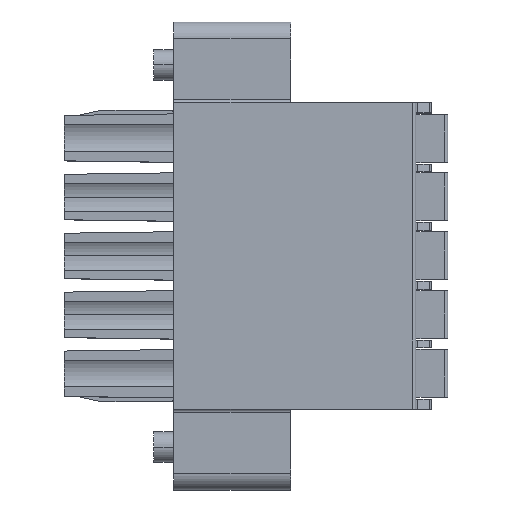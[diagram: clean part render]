
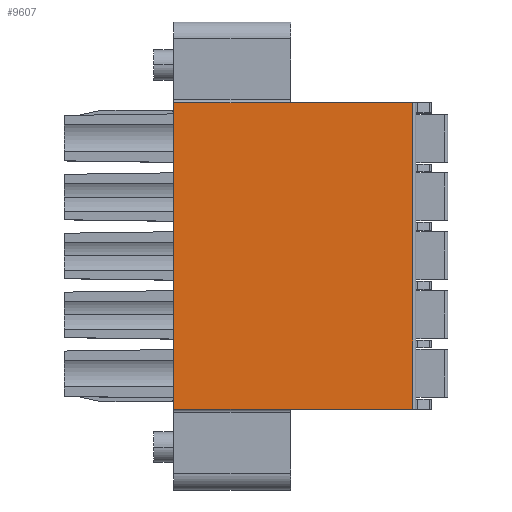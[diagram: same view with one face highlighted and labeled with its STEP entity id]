
A CAD part, top view. The second image highlights one B-rep face of the part: STEP entity #9607.
In plain terms, the highlighted planar face has unit normal (0, 0, 1).
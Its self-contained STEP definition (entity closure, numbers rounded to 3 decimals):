
#2811=DIRECTION('',(0.,1.,0.));
#2812=VECTOR('',#2811,18.2);
#2813=CARTESIAN_POINT('',(-6.625,-35.645,23.4));
#2814=LINE('',#2813,#2812);
#2815=DIRECTION('',(0.,-1.,0.));
#2816=VECTOR('',#2815,18.2);
#2817=CARTESIAN_POINT('',(7.575,-17.445,23.4));
#2818=LINE('',#2817,#2816);
#2819=DIRECTION('',(-1.,0.,0.));
#2820=VECTOR('',#2819,6.95);
#2821=CARTESIAN_POINT('',(0.325,-17.445,23.4));
#2822=LINE('',#2821,#2820);
#2903=DIRECTION('',(-1.,0.,0.));
#2904=VECTOR('',#2903,7.25);
#2905=CARTESIAN_POINT('',(7.575,-17.445,23.4));
#2906=LINE('',#2905,#2904);
#3193=DIRECTION('',(1.,0.,0.));
#3194=VECTOR('',#3193,7.25);
#3195=CARTESIAN_POINT('',(0.325,-35.645,23.4));
#3196=LINE('',#3195,#3194);
#3605=DIRECTION('',(1.,0.,0.));
#3606=VECTOR('',#3605,6.95);
#3607=CARTESIAN_POINT('',(-6.625,-35.645,23.4));
#3608=LINE('',#3607,#3606);
#4559=CARTESIAN_POINT('',(-6.625,-35.645,23.4));
#4561=VERTEX_POINT('',#4559);
#4734=CARTESIAN_POINT('',(7.575,-35.645,23.4));
#4735=VERTEX_POINT('',#4734);
#4736=CARTESIAN_POINT('',(0.325,-35.645,23.4));
#4737=VERTEX_POINT('',#4736);
#5538=CARTESIAN_POINT('',(-6.625,-17.445,23.4));
#5539=VERTEX_POINT('',#5538);
#5619=CARTESIAN_POINT('',(7.575,-17.445,23.4));
#5620=VERTEX_POINT('',#5619);
#5621=CARTESIAN_POINT('',(0.325,-17.445,23.4));
#5622=VERTEX_POINT('',#5621);
#9590=CARTESIAN_POINT('',(4.299,13.355,23.4));
#9591=DIRECTION('',(0.,0.,1.));
#9592=DIRECTION('',(-1.,0.,0.));
#9593=AXIS2_PLACEMENT_3D('',#9590,#9591,#9592);
#9594=PLANE('',#9593);
#9595=ORIENTED_EDGE('',*,*,#5871,.T.);
#9597=ORIENTED_EDGE('',*,*,#9596,.F.);
#9599=ORIENTED_EDGE('',*,*,#9598,.F.);
#9600=ORIENTED_EDGE('',*,*,#9580,.T.);
#9602=ORIENTED_EDGE('',*,*,#9601,.F.);
#9604=ORIENTED_EDGE('',*,*,#9603,.F.);
#9605=EDGE_LOOP('',(#9595,#9597,#9599,#9600,#9602,#9604));
#9606=FACE_OUTER_BOUND('',#9605,.F.);
#5871=EDGE_CURVE('',#4561,#5539,#2814,.T.);
#9580=EDGE_CURVE('',#5620,#4735,#2818,.T.);
#9596=EDGE_CURVE('',#5622,#5539,#2822,.T.);
#9598=EDGE_CURVE('',#5620,#5622,#2906,.T.);
#9601=EDGE_CURVE('',#4737,#4735,#3196,.T.);
#9603=EDGE_CURVE('',#4561,#4737,#3608,.T.);
#9607=ADVANCED_FACE('',(#9606),#9594,.T.);
